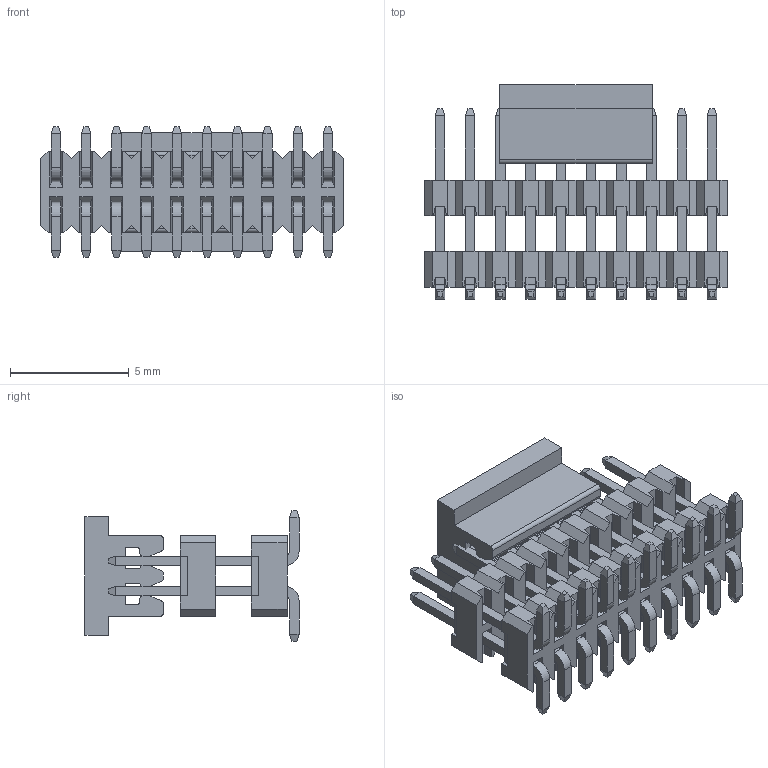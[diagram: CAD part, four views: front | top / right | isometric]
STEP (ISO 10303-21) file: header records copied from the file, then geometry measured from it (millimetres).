
FILE_DESCRIPTION( ('This file contains a STEP AP42 implementation' ,'as created by ZW3D STEP Interface translator.') ,'2;1' );
FILE_NAME( '1315-22XXXXM097XXXX(拸翐)(肮砃).stp' ,'23 316.154028', (''), ('ZWCAD Software Co.'), 'Version 1.0', 'ZW3D to STEP translator', '' );
FILE_SCHEMA(('AUTOMOTIVE_DESIGN { 1 0 10303 214 1 1 1 1 }'));
Length unit declared in the file: millimetre
Products named in the file (3): 0; 1315-2210XXM097XXXX(拸翐)(肮砃); 1315-22XXXXMXXXXX_ASM_1_ASM_1
Assembly tree (1 placements, depth 2):
  0
  1315-2210XXM097XXXX(拸翐)(肮砃)
    1315-22XXXXMXXXXX_ASM_1_ASM_1
Bounding box: 12.7 x 9 x 5.5 mm (x, y, z)
Volume: 194.1 mm3; surface area: 885.6 mm2
Topology: 23 solids, 23 shells, 982 faces, 2634 edges, 1676 vertices
Faces by surface type: plane 928, cylinder 54
Entity records: 30969 total; most frequent: CARTESIAN_POINT 5296, ORIENTED_EDGE 5268, DIRECTION 4714, EDGE_CURVE 2634, VECTOR 2526, LINE 2526, VERTEX_POINT 1676, AXIS2_PLACEMENT_3D 1094
